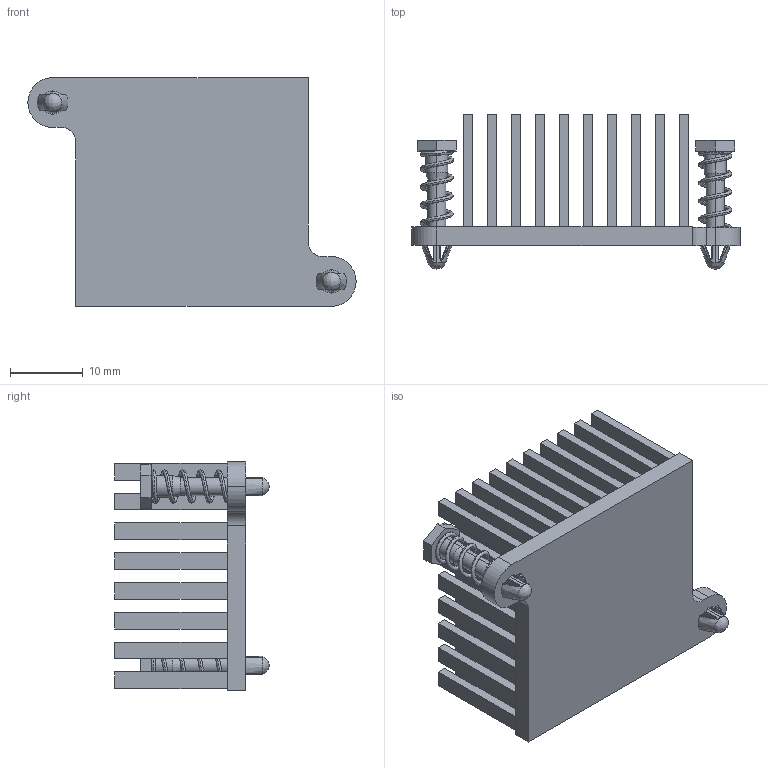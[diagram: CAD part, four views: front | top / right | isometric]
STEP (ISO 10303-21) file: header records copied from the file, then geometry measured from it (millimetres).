
FILE_DESCRIPTION(('FreeCAD Model'),'2;1');
FILE_NAME('Open CASCADE Shape Model','2023-01-13T09:28:08',(''),(''), 'Open CASCADE STEP processor 7.6','FreeCAD','Unknown');
FILE_SCHEMA(('AUTOMOTIVE_DESIGN { 1 0 10303 214 1 1 1 1 }'));
Length unit declared in the file: millimetre
Products named in the file (4): 31x31.960-31-18-S-AB-0; 31mm_base_31x18 side ears; 103904001; Spring_C0180-022-0440-M001
Assembly tree (5 placements, depth 2):
  31x31.960-31-18-S-AB-0
    31mm_base_31x18 side ears
    103904001  x2
    Spring_C0180-022-0440-M001  x2
Bounding box: 45.21 x 21.25 x 31.5 mm (x, y, z)
Volume: 6564.7 mm3; surface area: 12084 mm2
Topology: 5 solids, 5 shells, 591 faces, 1433 edges, 934 vertices
Faces by surface type: plane 476, bspline 58, cylinder 49, cone 8
Entity records: 20140 total; most frequent: CARTESIAN_POINT 4949, ORIENTED_EDGE 2438, DIRECTION 2159, EDGE_CURVE 1219, LINE 1079, VECTOR 1079, VERTEX_POINT 802, FACE_BOUND 589
